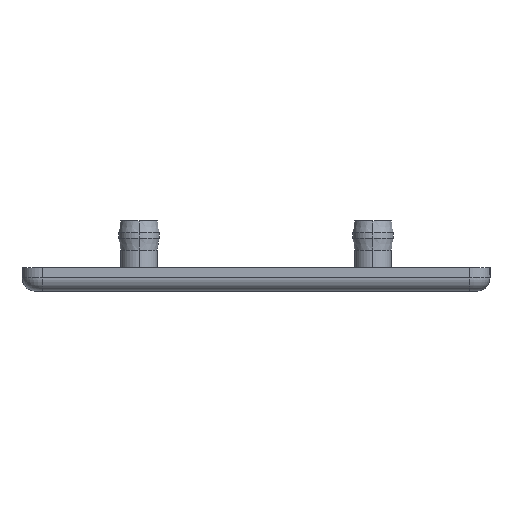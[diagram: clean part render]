
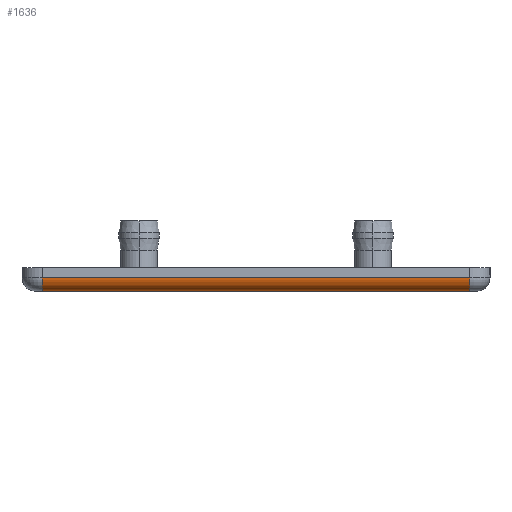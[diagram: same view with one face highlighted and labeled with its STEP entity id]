
A CAD part, left-side view. The second image highlights one B-rep face of the part: STEP entity #1636.
In plain terms, the highlighted cylindrical face has radius 2.25 mm (diameter 4.5 mm), a partial arc.
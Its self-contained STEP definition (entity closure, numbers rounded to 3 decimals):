
#27 = AXIS2_PLACEMENT_3D ( 'NONE', #3671, #3281, #1106 ) ;
#30 = ORIENTED_EDGE ( 'NONE', *, *, #1777, .T. ) ;
#120 = CIRCLE ( 'NONE', #27, 2.25 ) ;
#130 = VERTEX_POINT ( 'NONE', #5098 ) ;
#353 = ORIENTED_EDGE ( 'NONE', *, *, #2532, .T. ) ;
#425 = CARTESIAN_POINT ( 'NONE',  ( -100., -36.5, -1.75 ) ) ;
#994 = AXIS2_PLACEMENT_3D ( 'NONE', #2659, #4399, #3188 ) ;
#1026 = DIRECTION ( 'NONE',  ( 0., 0., -1. ) ) ;
#1106 = DIRECTION ( 'NONE',  ( 0.556, 0., -0.831 ) ) ;
#1256 = VERTEX_POINT ( 'NONE', #2324 ) ;
#1332 = VERTEX_POINT ( 'NONE', #3551 ) ;
#1527 = CIRCLE ( 'NONE', #994, 2.25 ) ;
#1636 = ADVANCED_FACE ( 'NONE', ( #3574 ), #2707, .T. ) ;
#1700 = CARTESIAN_POINT ( 'NONE',  ( -97.75, 20., -1.75 ) ) ;
#1777 = EDGE_CURVE ( 'NONE', #1332, #1256, #1527, .T. ) ;
#1990 = CARTESIAN_POINT ( 'NONE',  ( -97.75, 0., -4. ) ) ;
#2054 = DIRECTION ( 'NONE',  ( 0., 1., 0. ) ) ;
#2289 = ORIENTED_EDGE ( 'NONE', *, *, #2745, .T. ) ;
#2324 = CARTESIAN_POINT ( 'NONE',  ( -97.75, 36.5, -4. ) ) ;
#2451 = LINE ( 'NONE', #4295, #4176 ) ;
#2532 = EDGE_CURVE ( 'NONE', #1256, #130, #5435, .T. ) ;
#2610 = VECTOR ( 'NONE', #3709, 1000. ) ;
#2659 = CARTESIAN_POINT ( 'NONE',  ( -97.75, 36.5, -1.75 ) ) ;
#2707 = CYLINDRICAL_SURFACE ( 'NONE', #3250, 2.25 ) ;
#2745 = EDGE_CURVE ( 'NONE', #4970, #1332, #2451, .T. ) ;
#3188 = DIRECTION ( 'NONE',  ( 0., 0., -1. ) ) ;
#3250 = AXIS2_PLACEMENT_3D ( 'NONE', #1700, #4894, #1026 ) ;
#3281 = DIRECTION ( 'NONE',  ( 0., -1., 0. ) ) ;
#3343 = EDGE_CURVE ( 'NONE', #4970, #130, #120, .T. ) ;
#3479 = EDGE_LOOP ( 'NONE', ( #3861, #2289, #30, #353 ) ) ;
#3551 = CARTESIAN_POINT ( 'NONE',  ( -100., 36.5, -1.75 ) ) ;
#3574 = FACE_OUTER_BOUND ( 'NONE', #3479, .T. ) ;
#3671 = CARTESIAN_POINT ( 'NONE',  ( -97.75, -36.5, -1.75 ) ) ;
#3709 = DIRECTION ( 'NONE',  ( 0., -1., 0. ) ) ;
#3861 = ORIENTED_EDGE ( 'NONE', *, *, #3343, .F. ) ;
#4176 = VECTOR ( 'NONE', #2054, 1000. ) ;
#4295 = CARTESIAN_POINT ( 'NONE',  ( -100., 20., -1.75 ) ) ;
#4399 = DIRECTION ( 'NONE',  ( 0., -1., 0. ) ) ;
#4894 = DIRECTION ( 'NONE',  ( 0., -1., 0. ) ) ;
#4970 = VERTEX_POINT ( 'NONE', #425 ) ;
#5098 = CARTESIAN_POINT ( 'NONE',  ( -97.75, -36.5, -4. ) ) ;
#5435 = LINE ( 'NONE', #1990, #2610 ) ;
